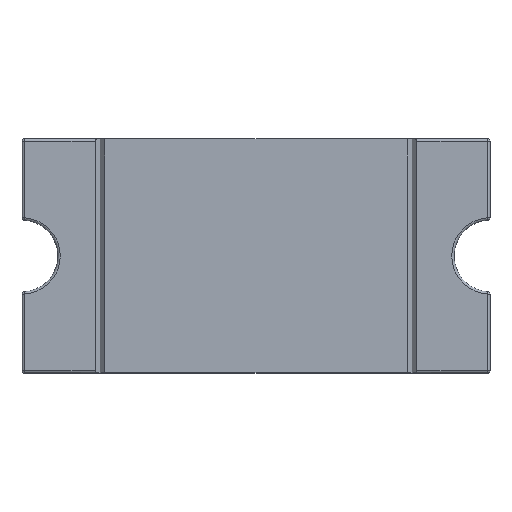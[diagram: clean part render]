
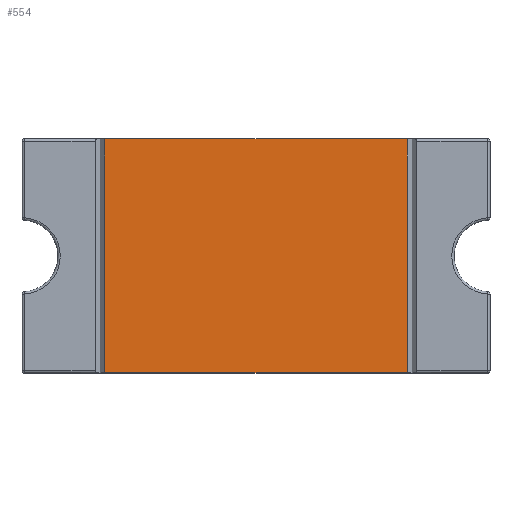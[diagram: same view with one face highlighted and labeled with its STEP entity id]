
A CAD part, top view. The second image highlights one B-rep face of the part: STEP entity #554.
In plain terms, the highlighted planar face has unit normal (0, 0, 1).
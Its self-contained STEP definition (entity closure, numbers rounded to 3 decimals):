
#407 = VERTEX_POINT('',#408);
#408 = CARTESIAN_POINT('',(-0.97,-0.75,0.52));
#414 = EDGE_CURVE('',#407,#415,#417,.T.);
#415 = VERTEX_POINT('',#416);
#416 = CARTESIAN_POINT('',(0.97,-0.75,0.52));
#417 = LINE('',#418,#419);
#418 = CARTESIAN_POINT('',(-1.,-0.75,0.52));
#419 = VECTOR('',#420,1.);
#420 = DIRECTION('',(1.,0.,0.));
#446 = VERTEX_POINT('',#447);
#447 = CARTESIAN_POINT('',(0.97,0.75,0.52));
#453 = EDGE_CURVE('',#415,#446,#454,.T.);
#454 = LINE('',#455,#456);
#455 = CARTESIAN_POINT('',(0.97,-0.75,0.52));
#456 = VECTOR('',#457,1.);
#457 = DIRECTION('',(0.,1.,0.));
#493 = EDGE_CURVE('',#446,#494,#496,.T.);
#494 = VERTEX_POINT('',#495);
#495 = CARTESIAN_POINT('',(-0.97,0.75,0.52));
#496 = LINE('',#497,#498);
#497 = CARTESIAN_POINT('',(1.,0.75,0.52));
#498 = VECTOR('',#499,1.);
#499 = DIRECTION('',(-1.,0.,0.));
#544 = EDGE_CURVE('',#494,#407,#545,.T.);
#545 = LINE('',#546,#547);
#546 = CARTESIAN_POINT('',(-0.97,0.75,0.52));
#547 = VECTOR('',#548,1.);
#548 = DIRECTION('',(0.,-1.,0.));
#554 = ADVANCED_FACE('',(#555),#561,.T.);
#555 = FACE_BOUND('',#556,.T.);
#556 = EDGE_LOOP('',(#557,#558,#559,#560));
#557 = ORIENTED_EDGE('',*,*,#493,.T.);
#558 = ORIENTED_EDGE('',*,*,#544,.T.);
#559 = ORIENTED_EDGE('',*,*,#414,.T.);
#560 = ORIENTED_EDGE('',*,*,#453,.T.);
#561 = PLANE('',#562);
#562 = AXIS2_PLACEMENT_3D('',#563,#564,#565);
#563 = CARTESIAN_POINT('',(0.,0.,0.52));
#564 = DIRECTION('',(0.,0.,1.));
#565 = DIRECTION('',(1.,0.,0.));
